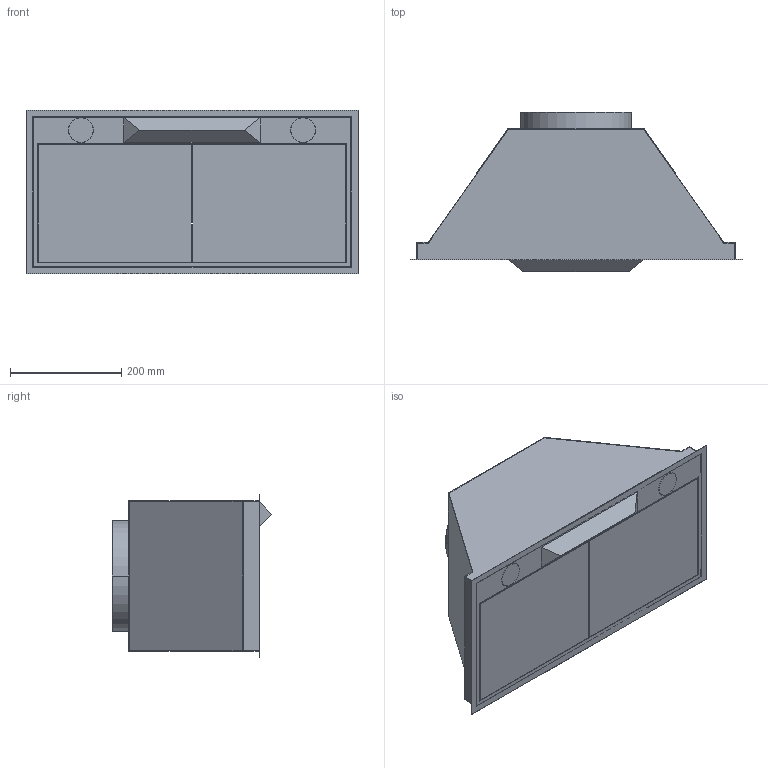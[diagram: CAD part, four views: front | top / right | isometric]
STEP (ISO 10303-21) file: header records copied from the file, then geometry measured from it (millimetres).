
FILE_DESCRIPTION((''),'2;1');
FILE_NAME('UM1170-6S','2021-02-12T',('seona'),(''),'CREO PARAMETRIC BY PTC INC, 2016260','CREO PARAMETRIC BY PTC INC, 2016260','');
FILE_SCHEMA(('CONFIG_CONTROL_DESIGN'));
Length unit declared in the file: millimetre
Products named in the file (1): UM1170-6S
Bounding box: 598 x 288 x 295 mm (x, y, z)
Volume: 3512491.9 mm3; surface area: 1221441.4 mm2
Topology: 5 solids, 5 shells, 62 faces, 141 edges, 94 vertices
Faces by surface type: plane 50, cylinder 12
Entity records: 1771 total; most frequent: CARTESIAN_POINT 297, DIRECTION 289, ORIENTED_EDGE 282, EDGE_CURVE 141, VECTOR 117, LINE 117, VERTEX_POINT 94, AXIS2_PLACEMENT_3D 86
